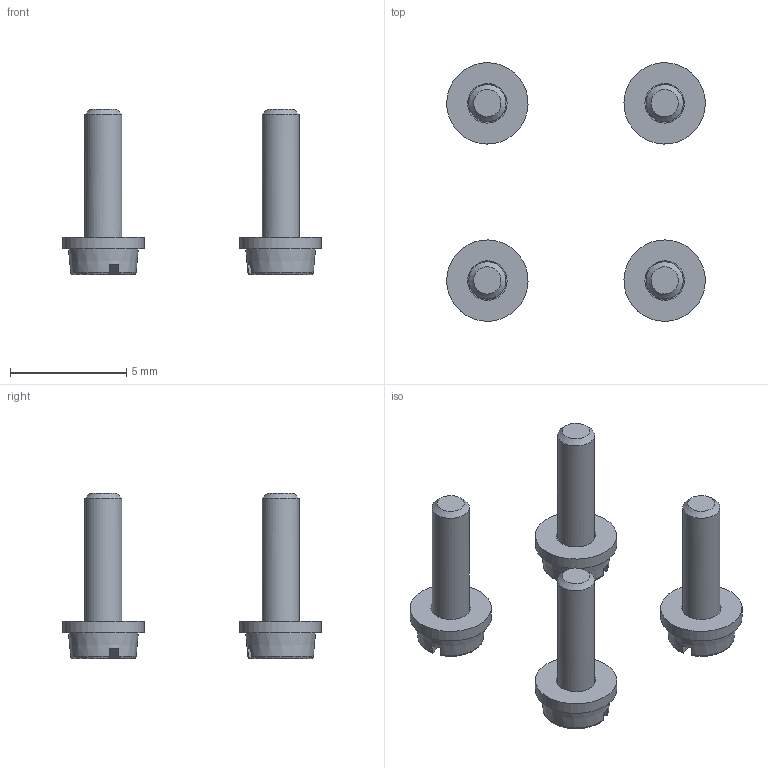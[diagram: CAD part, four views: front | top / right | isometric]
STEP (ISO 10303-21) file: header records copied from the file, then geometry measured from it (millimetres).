
FILE_DESCRIPTION(/* description */ (''),/* implementation_level */ '2;1');
FILE_NAME(/* name */ 'LEMO_EZG.1B.304.NLN_Part1.stp',/* time_stamp */ '2017-03-10T10:03:20+01:00',/* author */ ('riccim'),/* organization */ (''),/* preprocessor_version */ 'ST-DEVELOPER v16.1',/* originating_system */ 'AutoCAD Mechanical',/* authorisation */ '');
FILE_SCHEMA (('AUTOMOTIVE_DESIGN { 1 0 10303 214 3 1 1 }'));
Length unit declared in the file: millimetre
Products named in the file (1): Product
Bounding box: 11.12 x 11.12 x 7.1 mm (x, y, z)
Volume: 89.6 mm3; surface area: 310.3 mm2
Topology: 8 solids, 8 shells, 64 faces, 136 edges, 92 vertices
Faces by surface type: plane 36, cylinder 12, cone 8, torus 8
Full cylindrical faces by diameter (mm): 1.6 x4, 1.7 x4, 3.5 x4
Entity records: 1677 total; most frequent: CARTESIAN_POINT 425, DIRECTION 258, ORIENTED_EDGE 208, AXIS2_PLACEMENT_3D 121, EDGE_CURVE 104, EDGE_LOOP 96, VERTEX_POINT 80, FACE_OUTER_BOUND 64
